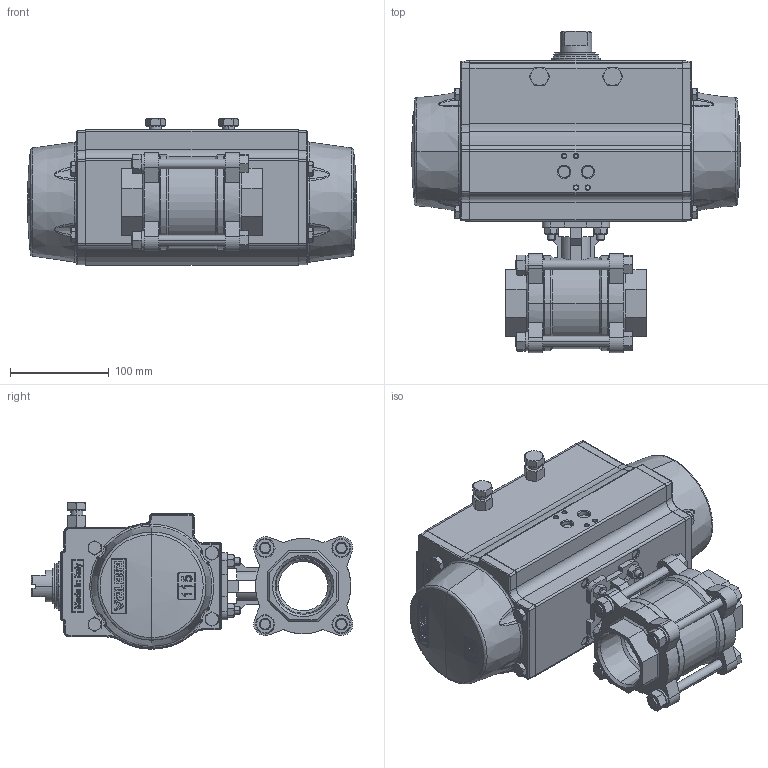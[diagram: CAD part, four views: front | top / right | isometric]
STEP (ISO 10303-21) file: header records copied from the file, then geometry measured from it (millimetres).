
FILE_DESCRIPTION (( 'STEP AP203' ), '1' );
FILE_NAME ('8700-200F-UT-3.5_2011.STEP', '2017-11-14T15:37:01', ( '' ), ( '' ), 'SwSTEP 2.0', 'SolidWorks 2014', '' );
FILE_SCHEMA (( 'CONFIG_CONTROL_DESIGN' ));
Length unit declared in the file: inch
Products named in the file (1): 8700-200F-UT-3.5_2011
Bounding box: 333.18 x 325.37 x 148.44 mm (x, y, z)
Surface area: 316273.4 mm2 (no closed solid volume)
Topology: 0 solids, 43 shells, 1391 faces, 4326 edges, 2865 vertices
Faces by surface type: plane 592, bspline 277, cone 255, cylinder 229, sphere 38
Entity records: 67796 total; most frequent: CARTESIAN_POINT 32327, ORIENTED_EDGE 7274, DIRECTION 6723, EDGE_CURVE 4310, VERTEX_POINT 2865, AXIS2_PLACEMENT_3D 2446, VECTOR 1831, LINE 1831
